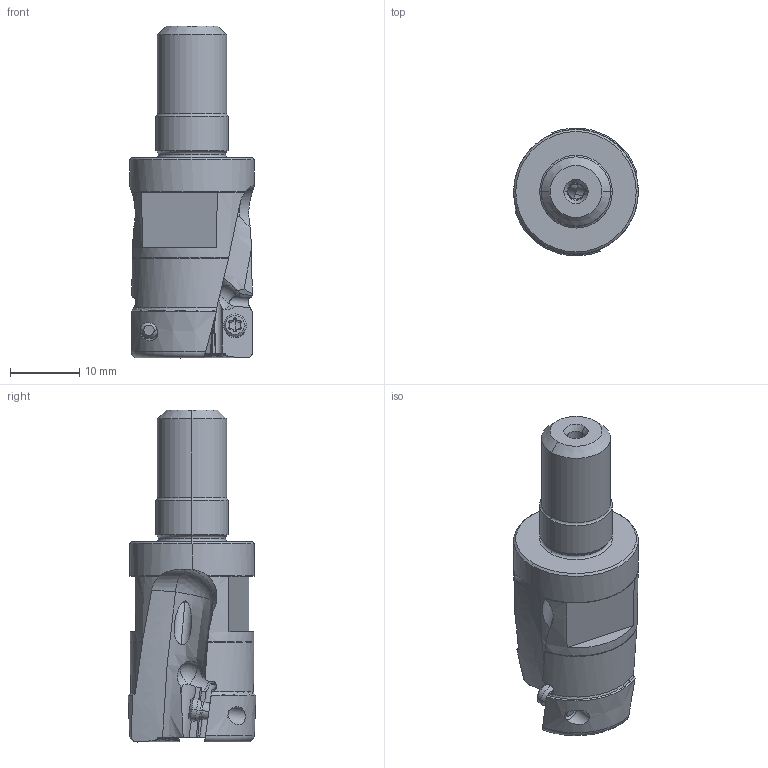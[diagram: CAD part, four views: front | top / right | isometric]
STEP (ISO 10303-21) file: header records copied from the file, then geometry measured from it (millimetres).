
FILE_DESCRIPTION(/* description */ (''),/* implementation_level */ '2;1');
FILE_NAME(/* name */ 'APX3000UR122AM10A30.stp',/* time_stamp */ '2021-09-08T11:46:24+09:00',/* author */ (''),/* organization */ (''),/* preprocessor_version */ 'ST-DEVELOPER v16',/* originating_system */ 'SIEMENS PLM Software NX 10.0',/* authorisation */ '');
FILE_SCHEMA (('AUTOMOTIVE_DESIGN { 1 0 10303 214 3 1 1 1 }'));
Length unit declared in the file: millimetre
Products named in the file (1): APX3000UR122AM10A30_ASM
Bounding box: 18 x 18.44 x 47.95 mm (x, y, z)
Volume: 6365.6 mm3; surface area: 3299.1 mm2
Topology: 3 solids, 3 shells, 207 faces, 583 edges, 396 vertices
Faces by surface type: cylinder 82, plane 49, cone 38, torus 20, sphere 12, bspline 6
Entity records: 9418 total; most frequent: CARTESIAN_POINT 4064, ORIENTED_EDGE 1146, DIRECTION 1032, EDGE_CURVE 573, AXIS2_PLACEMENT_3D 440, VERTEX_POINT 378, EDGE_LOOP 221, ADVANCED_FACE 207
